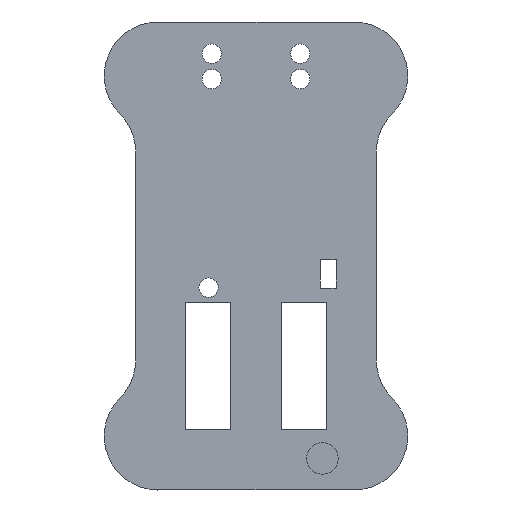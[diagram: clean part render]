
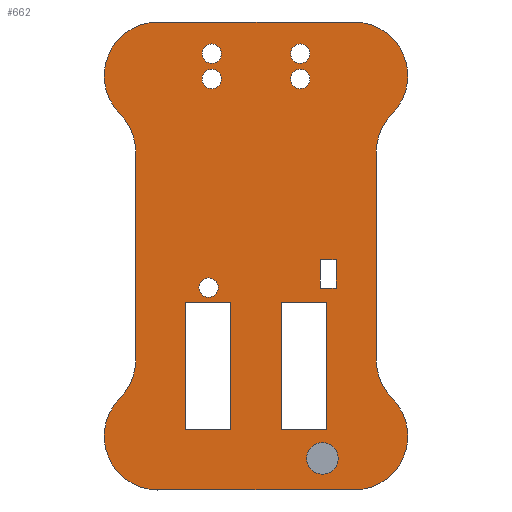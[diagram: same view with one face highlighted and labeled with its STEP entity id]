
A CAD part, top view. The second image highlights one B-rep face of the part: STEP entity #662.
In plain terms, the highlighted planar face has unit normal (0, 0, 1).
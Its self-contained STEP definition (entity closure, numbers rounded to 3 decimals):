
#17=FACE_BOUND('',#139,.T.);
#18=FACE_BOUND('',#140,.T.);
#19=FACE_BOUND('',#141,.T.);
#20=FACE_BOUND('',#142,.T.);
#21=FACE_BOUND('',#143,.T.);
#22=FACE_BOUND('',#144,.T.);
#23=FACE_BOUND('',#145,.T.);
#24=FACE_BOUND('',#146,.T.);
#34=CIRCLE('',#696,1.535);
#36=CIRCLE('',#699,1.535);
#38=CIRCLE('',#702,1.535);
#40=CIRCLE('',#705,1.535);
#42=CIRCLE('',#708,1.535);
#44=CIRCLE('',#711,9.);
#46=CIRCLE('',#715,9.);
#48=CIRCLE('',#718,8.5);
#50=CIRCLE('',#722,8.5);
#52=CIRCLE('',#725,9.);
#54=CIRCLE('',#729,9.);
#56=CIRCLE('',#732,8.5);
#58=CIRCLE('',#736,8.5);
#104=FACE_OUTER_BOUND('',#138,.T.);
#138=EDGE_LOOP('',(#549,#550,#551,#552,#553,#554,#555,#556,#557,#558,#559,
#560));
#139=EDGE_LOOP('',(#561,#562,#563,#564));
#140=EDGE_LOOP('',(#565,#566,#567,#568));
#141=EDGE_LOOP('',(#569,#570,#571,#572));
#142=EDGE_LOOP('',(#573));
#143=EDGE_LOOP('',(#574));
#144=EDGE_LOOP('',(#575));
#145=EDGE_LOOP('',(#576));
#146=EDGE_LOOP('',(#577));
#159=LINE('',#936,#221);
#163=LINE('',#944,#225);
#166=LINE('',#950,#228);
#169=LINE('',#955,#231);
#171=LINE('',#960,#233);
#175=LINE('',#968,#237);
#178=LINE('',#974,#240);
#181=LINE('',#979,#243);
#183=LINE('',#984,#245);
#187=LINE('',#992,#249);
#190=LINE('',#998,#252);
#193=LINE('',#1003,#255);
#203=LINE('',#1048,#265);
#208=LINE('',#1066,#270);
#213=LINE('',#1084,#275);
#218=LINE('',#1102,#280);
#221=VECTOR('',#748,10.);
#225=VECTOR('',#754,10.);
#228=VECTOR('',#759,10.);
#231=VECTOR('',#764,10.);
#233=VECTOR('',#768,10.);
#237=VECTOR('',#774,10.);
#240=VECTOR('',#779,10.);
#243=VECTOR('',#784,10.);
#245=VECTOR('',#788,10.);
#249=VECTOR('',#794,10.);
#252=VECTOR('',#799,10.);
#255=VECTOR('',#804,10.);
#265=VECTOR('',#852,10.);
#270=VECTOR('',#871,10.);
#275=VECTOR('',#890,10.);
#280=VECTOR('',#909,10.);
#283=VERTEX_POINT('',#934);
#284=VERTEX_POINT('',#935);
#287=VERTEX_POINT('',#943);
#289=VERTEX_POINT('',#949);
#291=VERTEX_POINT('',#958);
#292=VERTEX_POINT('',#959);
#295=VERTEX_POINT('',#967);
#297=VERTEX_POINT('',#973);
#299=VERTEX_POINT('',#982);
#300=VERTEX_POINT('',#983);
#303=VERTEX_POINT('',#991);
#305=VERTEX_POINT('',#997);
#308=VERTEX_POINT('',#1008);
#310=VERTEX_POINT('',#1014);
#312=VERTEX_POINT('',#1020);
#314=VERTEX_POINT('',#1026);
#316=VERTEX_POINT('',#1032);
#319=VERTEX_POINT('',#1039);
#320=VERTEX_POINT('',#1041);
#322=VERTEX_POINT('',#1047);
#324=VERTEX_POINT('',#1053);
#326=VERTEX_POINT('',#1059);
#328=VERTEX_POINT('',#1065);
#330=VERTEX_POINT('',#1071);
#332=VERTEX_POINT('',#1077);
#334=VERTEX_POINT('',#1083);
#336=VERTEX_POINT('',#1089);
#338=VERTEX_POINT('',#1095);
#340=VERTEX_POINT('',#1101);
#343=EDGE_CURVE('',#283,#284,#159,.T.);
#347=EDGE_CURVE('',#284,#287,#163,.T.);
#350=EDGE_CURVE('',#287,#289,#166,.T.);
#353=EDGE_CURVE('',#289,#283,#169,.T.);
#355=EDGE_CURVE('',#291,#292,#171,.T.);
#359=EDGE_CURVE('',#292,#295,#175,.T.);
#362=EDGE_CURVE('',#295,#297,#178,.T.);
#365=EDGE_CURVE('',#297,#291,#181,.T.);
#367=EDGE_CURVE('',#299,#300,#183,.T.);
#371=EDGE_CURVE('',#300,#303,#187,.T.);
#374=EDGE_CURVE('',#303,#305,#190,.T.);
#377=EDGE_CURVE('',#305,#299,#193,.T.);
#381=EDGE_CURVE('',#308,#308,#34,.T.);
#384=EDGE_CURVE('',#310,#310,#36,.T.);
#387=EDGE_CURVE('',#312,#312,#38,.T.);
#390=EDGE_CURVE('',#314,#314,#40,.T.);
#393=EDGE_CURVE('',#316,#316,#42,.T.);
#396=EDGE_CURVE('',#320,#319,#44,.T.);
#399=EDGE_CURVE('',#322,#320,#203,.T.);
#402=EDGE_CURVE('',#324,#322,#46,.T.);
#405=EDGE_CURVE('',#326,#324,#48,.T.);
#408=EDGE_CURVE('',#328,#326,#208,.T.);
#411=EDGE_CURVE('',#330,#328,#50,.T.);
#414=EDGE_CURVE('',#332,#330,#52,.T.);
#417=EDGE_CURVE('',#334,#332,#213,.T.);
#420=EDGE_CURVE('',#336,#334,#54,.T.);
#423=EDGE_CURVE('',#338,#336,#56,.T.);
#426=EDGE_CURVE('',#340,#338,#218,.T.);
#429=EDGE_CURVE('',#319,#340,#58,.T.);
#549=ORIENTED_EDGE('',*,*,#429,.T.);
#550=ORIENTED_EDGE('',*,*,#426,.T.);
#551=ORIENTED_EDGE('',*,*,#423,.T.);
#552=ORIENTED_EDGE('',*,*,#420,.T.);
#553=ORIENTED_EDGE('',*,*,#417,.T.);
#554=ORIENTED_EDGE('',*,*,#414,.T.);
#555=ORIENTED_EDGE('',*,*,#411,.T.);
#556=ORIENTED_EDGE('',*,*,#408,.T.);
#557=ORIENTED_EDGE('',*,*,#405,.T.);
#558=ORIENTED_EDGE('',*,*,#402,.T.);
#559=ORIENTED_EDGE('',*,*,#399,.T.);
#560=ORIENTED_EDGE('',*,*,#396,.T.);
#561=ORIENTED_EDGE('',*,*,#343,.T.);
#562=ORIENTED_EDGE('',*,*,#347,.T.);
#563=ORIENTED_EDGE('',*,*,#350,.T.);
#564=ORIENTED_EDGE('',*,*,#353,.T.);
#565=ORIENTED_EDGE('',*,*,#355,.T.);
#566=ORIENTED_EDGE('',*,*,#359,.T.);
#567=ORIENTED_EDGE('',*,*,#362,.T.);
#568=ORIENTED_EDGE('',*,*,#365,.T.);
#569=ORIENTED_EDGE('',*,*,#367,.T.);
#570=ORIENTED_EDGE('',*,*,#371,.T.);
#571=ORIENTED_EDGE('',*,*,#374,.T.);
#572=ORIENTED_EDGE('',*,*,#377,.T.);
#573=ORIENTED_EDGE('',*,*,#381,.T.);
#574=ORIENTED_EDGE('',*,*,#384,.T.);
#575=ORIENTED_EDGE('',*,*,#387,.T.);
#576=ORIENTED_EDGE('',*,*,#390,.T.);
#577=ORIENTED_EDGE('',*,*,#393,.T.);
#629=PLANE('',#737);
#662=ADVANCED_FACE('',(#104,#17,#18,#19,#20,#21,#22,#23,#24),#629,.T.);
#696=AXIS2_PLACEMENT_3D('',#1010,#811,#812);
#699=AXIS2_PLACEMENT_3D('',#1016,#818,#819);
#702=AXIS2_PLACEMENT_3D('',#1022,#825,#826);
#705=AXIS2_PLACEMENT_3D('',#1028,#832,#833);
#708=AXIS2_PLACEMENT_3D('',#1034,#839,#840);
#711=AXIS2_PLACEMENT_3D('',#1042,#846,#847);
#715=AXIS2_PLACEMENT_3D('',#1054,#858,#859);
#718=AXIS2_PLACEMENT_3D('',#1060,#865,#866);
#722=AXIS2_PLACEMENT_3D('',#1072,#877,#878);
#725=AXIS2_PLACEMENT_3D('',#1078,#884,#885);
#729=AXIS2_PLACEMENT_3D('',#1090,#896,#897);
#732=AXIS2_PLACEMENT_3D('',#1096,#903,#904);
#736=AXIS2_PLACEMENT_3D('',#1106,#915,#916);
#737=AXIS2_PLACEMENT_3D('',#1107,#917,#918);
#748=DIRECTION('',(0.,1.,0.));
#754=DIRECTION('',(1.,0.,0.));
#759=DIRECTION('',(0.,-1.,0.));
#764=DIRECTION('',(-1.,0.,0.));
#768=DIRECTION('',(0.,1.,0.));
#774=DIRECTION('',(1.,0.,0.));
#779=DIRECTION('',(0.,-1.,0.));
#784=DIRECTION('',(-1.,0.,0.));
#788=DIRECTION('',(0.,1.,0.));
#794=DIRECTION('',(1.,0.,0.));
#799=DIRECTION('',(0.,-1.,0.));
#804=DIRECTION('',(-1.,0.,0.));
#811=DIRECTION('center_axis',(0.,0.,-1.));
#812=DIRECTION('ref_axis',(1.,0.,0.));
#818=DIRECTION('center_axis',(0.,0.,-1.));
#819=DIRECTION('ref_axis',(1.,0.,0.));
#825=DIRECTION('center_axis',(0.,0.,-1.));
#826=DIRECTION('ref_axis',(1.,0.,0.));
#832=DIRECTION('center_axis',(0.,0.,-1.));
#833=DIRECTION('ref_axis',(1.,0.,0.));
#839=DIRECTION('center_axis',(0.,0.,-1.));
#840=DIRECTION('ref_axis',(1.,0.,0.));
#846=DIRECTION('center_axis',(0.,0.,-1.));
#847=DIRECTION('ref_axis',(-0.714,0.7,0.));
#852=DIRECTION('',(0.,1.,0.));
#858=DIRECTION('center_axis',(0.,0.,-1.));
#859=DIRECTION('ref_axis',(-1.,0.,0.));
#865=DIRECTION('center_axis',(0.,0.,1.));
#866=DIRECTION('ref_axis',(0.,-1.,0.));
#871=DIRECTION('',(1.,0.,0.));
#877=DIRECTION('center_axis',(0.,0.,1.));
#878=DIRECTION('ref_axis',(-0.714,0.7,0.));
#884=DIRECTION('center_axis',(0.,0.,-1.));
#885=DIRECTION('ref_axis',(0.714,-0.7,0.));
#890=DIRECTION('',(0.,-1.,0.));
#896=DIRECTION('center_axis',(0.,0.,-1.));
#897=DIRECTION('ref_axis',(1.,0.,0.));
#903=DIRECTION('center_axis',(0.,0.,1.));
#904=DIRECTION('ref_axis',(0.,1.,0.));
#909=DIRECTION('',(-1.,0.,0.));
#915=DIRECTION('center_axis',(0.,0.,1.));
#916=DIRECTION('ref_axis',(0.714,-0.7,0.));
#917=DIRECTION('center_axis',(0.,0.,1.));
#918=DIRECTION('ref_axis',(1.,0.,0.));
#934=CARTESIAN_POINT('',(84.03,-84.882,0.2));
#935=CARTESIAN_POINT('',(84.03,-64.882,0.2));
#936=CARTESIAN_POINT('',(84.03,-61.189,0.2));
#943=CARTESIAN_POINT('',(91.23,-64.882,0.2));
#944=CARTESIAN_POINT('',(93.24,-64.882,0.2));
#949=CARTESIAN_POINT('',(91.23,-84.882,0.2));
#950=CARTESIAN_POINT('',(91.23,-71.189,0.2));
#955=CARTESIAN_POINT('',(89.64,-84.882,0.2));
#958=CARTESIAN_POINT('',(99.27,-84.882,0.2));
#959=CARTESIAN_POINT('',(99.27,-64.882,0.2));
#960=CARTESIAN_POINT('',(99.27,-61.189,0.2));
#967=CARTESIAN_POINT('',(106.47,-64.882,0.2));
#968=CARTESIAN_POINT('',(100.86,-64.882,0.2));
#973=CARTESIAN_POINT('',(106.47,-84.882,0.2));
#974=CARTESIAN_POINT('',(106.47,-71.189,0.2));
#979=CARTESIAN_POINT('',(97.26,-84.882,0.2));
#982=CARTESIAN_POINT('',(105.43,-62.575,0.2));
#983=CARTESIAN_POINT('',(105.43,-58.075,0.2));
#984=CARTESIAN_POINT('',(105.43,-57.785,0.2));
#991=CARTESIAN_POINT('',(107.93,-58.075,0.2));
#992=CARTESIAN_POINT('',(101.59,-58.075,0.2));
#997=CARTESIAN_POINT('',(107.93,-62.575,0.2));
#998=CARTESIAN_POINT('',(107.93,-60.035,0.2));
#1003=CARTESIAN_POINT('',(100.34,-62.575,0.2));
#1008=CARTESIAN_POINT('',(86.715,-25.495,0.2));
#1010=CARTESIAN_POINT('Origin',(88.25,-25.495,0.2));
#1014=CARTESIAN_POINT('',(86.715,-29.495,0.2));
#1016=CARTESIAN_POINT('Origin',(88.25,-29.495,0.2));
#1020=CARTESIAN_POINT('',(100.715,-29.495,0.2));
#1022=CARTESIAN_POINT('Origin',(102.25,-29.495,0.2));
#1026=CARTESIAN_POINT('',(86.215,-62.495,0.2));
#1028=CARTESIAN_POINT('Origin',(87.75,-62.495,0.2));
#1032=CARTESIAN_POINT('',(100.715,-25.495,0.2));
#1034=CARTESIAN_POINT('Origin',(102.25,-25.495,0.2));
#1039=CARTESIAN_POINT('',(116.821,-34.944,0.2));
#1041=CARTESIAN_POINT('',(114.25,-41.242,0.2));
#1042=CARTESIAN_POINT('Origin',(123.25,-41.242,0.2));
#1047=CARTESIAN_POINT('',(114.25,-73.748,0.2));
#1048=CARTESIAN_POINT('',(114.25,-41.242,0.2));
#1053=CARTESIAN_POINT('',(116.821,-80.046,0.2));
#1054=CARTESIAN_POINT('Origin',(123.25,-73.748,0.2));
#1059=CARTESIAN_POINT('',(110.75,-94.495,0.2));
#1060=CARTESIAN_POINT('Origin',(110.75,-85.995,0.2));
#1065=CARTESIAN_POINT('',(79.75,-94.495,0.2));
#1066=CARTESIAN_POINT('',(79.75,-94.495,0.2));
#1071=CARTESIAN_POINT('',(73.679,-80.046,0.2));
#1072=CARTESIAN_POINT('Origin',(79.75,-85.995,0.2));
#1077=CARTESIAN_POINT('',(76.25,-73.748,0.2));
#1078=CARTESIAN_POINT('Origin',(67.25,-73.748,0.2));
#1083=CARTESIAN_POINT('',(76.25,-41.242,0.2));
#1084=CARTESIAN_POINT('',(76.25,-41.242,0.2));
#1089=CARTESIAN_POINT('',(73.679,-34.944,0.2));
#1090=CARTESIAN_POINT('Origin',(67.25,-41.242,0.2));
#1095=CARTESIAN_POINT('',(79.75,-20.495,0.2));
#1096=CARTESIAN_POINT('Origin',(79.75,-28.995,0.2));
#1101=CARTESIAN_POINT('',(110.75,-20.495,0.2));
#1102=CARTESIAN_POINT('',(79.75,-20.495,0.2));
#1106=CARTESIAN_POINT('Origin',(110.75,-28.995,0.2));
#1107=CARTESIAN_POINT('Origin',(95.25,-57.495,0.2));
